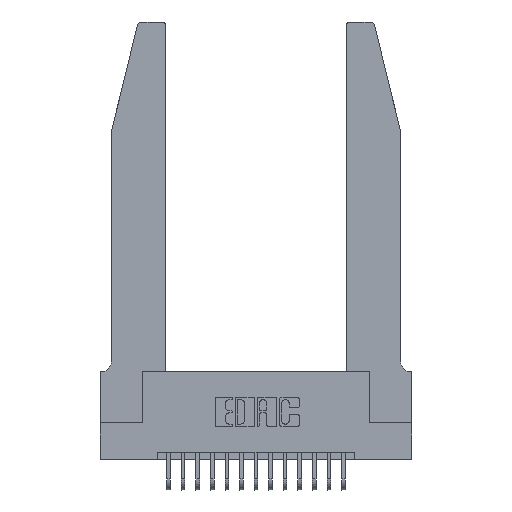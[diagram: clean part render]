
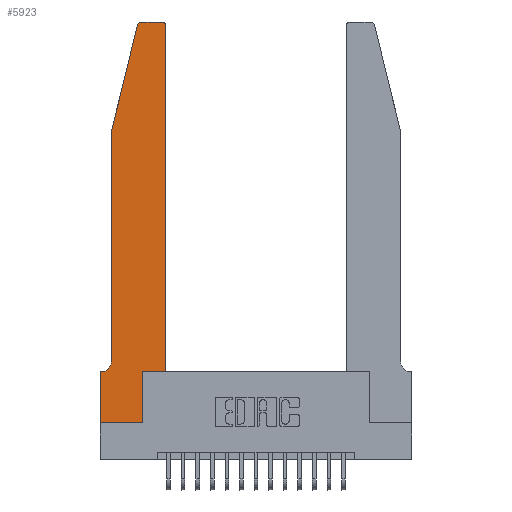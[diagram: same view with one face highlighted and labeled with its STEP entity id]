
A CAD part, top view. The second image highlights one B-rep face of the part: STEP entity #5923.
In plain terms, the highlighted planar face has unit normal (0, 0, 1).
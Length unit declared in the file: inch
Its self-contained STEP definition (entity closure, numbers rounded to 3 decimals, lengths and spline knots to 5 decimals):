
#37 = CIRCLE ( 'NONE', #12508, 0.07 ) ;
#115 = ORIENTED_EDGE ( 'NONE', *, *, #20488, .T. ) ;
#336 = FACE_OUTER_BOUND ( 'NONE', #14339, .T. ) ;
#368 = LINE ( 'NONE', #7564, #13002 ) ;
#390 = DIRECTION ( 'NONE',  ( 0., 0., 1. ) ) ;
#698 = ORIENTED_EDGE ( 'NONE', *, *, #4148, .T. ) ;
#769 = DIRECTION ( 'NONE',  ( 1., 0., 0. ) ) ;
#1110 = CARTESIAN_POINT ( 'NONE',  ( 0.4205, 2.75, 0.37 ) ) ;
#1156 = VERTEX_POINT ( 'NONE', #15969 ) ;
#1287 = PLANE ( 'NONE',  #9397 ) ;
#1756 = CARTESIAN_POINT ( 'NONE',  ( 0.0055, 0.35, 0.37 ) ) ;
#2152 = VERTEX_POINT ( 'NONE', #13689 ) ;
#2247 = VERTEX_POINT ( 'NONE', #18907 ) ;
#2327 = CARTESIAN_POINT ( 'NONE',  ( 0., 0., 0.37 ) ) ;
#3117 = DIRECTION ( 'NONE',  ( 0., -1., 0. ) ) ;
#3523 = VECTOR ( 'NONE', #13452, 39.37008 ) ;
#3617 = CARTESIAN_POINT ( 'NONE',  ( 0.0755, 0.42, 0.37 ) ) ;
#3619 = EDGE_CURVE ( 'NONE', #2247, #14514, #9841, .T. ) ;
#3759 = EDGE_CURVE ( 'NONE', #8452, #19156, #4879, .T. ) ;
#3922 = EDGE_CURVE ( 'NONE', #11811, #2152, #7838, .T. ) ;
#3973 = CARTESIAN_POINT ( 'NONE',  ( 0.25487, 2.72718, 0.37 ) ) ;
#3993 = LINE ( 'NONE', #14395, #11176 ) ;
#4148 = EDGE_CURVE ( 'NONE', #14043, #2247, #17759, .T. ) ;
#4546 = DIRECTION ( 'NONE',  ( 0., 0., 1. ) ) ;
#4778 = DIRECTION ( 'NONE',  ( -1., 0., 0. ) ) ;
#4879 = LINE ( 'NONE', #2327, #17308 ) ;
#5616 = CARTESIAN_POINT ( 'NONE',  ( 0.0755, 0.35, 0.37 ) ) ;
#5923 = ADVANCED_FACE ( 'NONE', ( #336 ), #1287, .T. ) ;
#6077 = CARTESIAN_POINT ( 'NONE',  ( 0., 0., 0.37 ) ) ;
#6217 = CARTESIAN_POINT ( 'NONE',  ( 0.0055, 0.42, 0.37 ) ) ;
#6552 = DIRECTION ( 'NONE',  ( 1., 0., 0. ) ) ;
#6608 = VECTOR ( 'NONE', #10266, 39.37008 ) ;
#6782 = CARTESIAN_POINT ( 'NONE',  ( 0., 0.35, 0.37 ) ) ;
#6918 = VECTOR ( 'NONE', #10348, 39.37008 ) ;
#7179 = LINE ( 'NONE', #17153, #17851 ) ;
#7185 = CARTESIAN_POINT ( 'NONE',  ( 0.2865, 0.35, 0.37 ) ) ;
#7564 = CARTESIAN_POINT ( 'NONE',  ( 0.0755, 2., 0.37 ) ) ;
#7722 = LINE ( 'NONE', #5616, #3523 ) ;
#7838 = LINE ( 'NONE', #11951, #6608 ) ;
#7842 = CARTESIAN_POINT ( 'NONE',  ( 0.2865, 0.35, 0.37 ) ) ;
#7976 = ORIENTED_EDGE ( 'NONE', *, *, #19700, .T. ) ;
#8452 = VERTEX_POINT ( 'NONE', #6782 ) ;
#8849 = ORIENTED_EDGE ( 'NONE', *, *, #10398, .T. ) ;
#9166 = CARTESIAN_POINT ( 'NONE',  ( 0.4505, 0.35, 0.37 ) ) ;
#9213 = DIRECTION ( 'NONE',  ( 1., 0., 0. ) ) ;
#9397 = AXIS2_PLACEMENT_3D ( 'NONE', #11040, #4546, #15644 ) ;
#9841 = CIRCLE ( 'NONE', #11222, 0.03 ) ;
#10266 = DIRECTION ( 'NONE',  ( 0., 1., 0. ) ) ;
#10348 = DIRECTION ( 'NONE',  ( 0., 1., 0. ) ) ;
#10398 = EDGE_CURVE ( 'NONE', #2152, #14043, #14618, .T. ) ;
#10820 = DIRECTION ( 'NONE',  ( -0.239, -0.971, 0. ) ) ;
#11040 = CARTESIAN_POINT ( 'NONE',  ( 0., 0.35, 0.37 ) ) ;
#11093 = ORIENTED_EDGE ( 'NONE', *, *, #20458, .T. ) ;
#11162 = LINE ( 'NONE', #13478, #18128 ) ;
#11176 = VECTOR ( 'NONE', #3117, 39.37008 ) ;
#11222 = AXIS2_PLACEMENT_3D ( 'NONE', #14507, #390, #6552 ) ;
#11372 = ORIENTED_EDGE ( 'NONE', *, *, #3759, .T. ) ;
#11660 = EDGE_CURVE ( 'NONE', #1156, #17770, #15876, .T. ) ;
#11811 = VERTEX_POINT ( 'NONE', #9166 ) ;
#11951 = CARTESIAN_POINT ( 'NONE',  ( 0.4505, 0.35, 0.37 ) ) ;
#12508 = AXIS2_PLACEMENT_3D ( 'NONE', #6217, #14248, #4778 ) ;
#13002 = VECTOR ( 'NONE', #10820, 39.37008 ) ;
#13277 = EDGE_CURVE ( 'NONE', #17770, #11811, #11162, .T. ) ;
#13319 = VERTEX_POINT ( 'NONE', #1756 ) ;
#13452 = DIRECTION ( 'NONE',  ( -1., 0., 0. ) ) ;
#13478 = CARTESIAN_POINT ( 'NONE',  ( 0.4505, 0.35, 0.37 ) ) ;
#13689 = CARTESIAN_POINT ( 'NONE',  ( 0.4505, 2.72, 0.37 ) ) ;
#14043 = VERTEX_POINT ( 'NONE', #1110 ) ;
#14095 = EDGE_CURVE ( 'NONE', #19156, #1156, #7179, .T. ) ;
#14196 = ORIENTED_EDGE ( 'NONE', *, *, #3922, .T. ) ;
#14248 = DIRECTION ( 'NONE',  ( 0., 0., -1. ) ) ;
#14269 = VECTOR ( 'NONE', #19444, 39.37008 ) ;
#14317 = ORIENTED_EDGE ( 'NONE', *, *, #14095, .T. ) ;
#14339 = EDGE_LOOP ( 'NONE', ( #698, #16783, #16821, #11093, #115, #7976, #11372, #14317, #17410, #14523, #14196, #8849 ) ) ;
#14395 = CARTESIAN_POINT ( 'NONE',  ( 0.0755, 2., 0.37 ) ) ;
#14492 = AXIS2_PLACEMENT_3D ( 'NONE', #19744, #16737, #769 ) ;
#14507 = CARTESIAN_POINT ( 'NONE',  ( 0.284, 2.72, 0.37 ) ) ;
#14514 = VERTEX_POINT ( 'NONE', #3973 ) ;
#14523 = ORIENTED_EDGE ( 'NONE', *, *, #13277, .T. ) ;
#14618 = CIRCLE ( 'NONE', #14492, 0.03 ) ;
#15014 = DIRECTION ( 'NONE',  ( 1., 0., 0. ) ) ;
#15644 = DIRECTION ( 'NONE',  ( 1., 0., 0. ) ) ;
#15833 = VERTEX_POINT ( 'NONE', #18752 ) ;
#15876 = LINE ( 'NONE', #7185, #6918 ) ;
#15969 = CARTESIAN_POINT ( 'NONE',  ( 0.2865, 0., 0.37 ) ) ;
#16352 = DIRECTION ( 'NONE',  ( 0., -1., 0. ) ) ;
#16628 = VERTEX_POINT ( 'NONE', #3617 ) ;
#16737 = DIRECTION ( 'NONE',  ( 0., 0., 1. ) ) ;
#16783 = ORIENTED_EDGE ( 'NONE', *, *, #3619, .T. ) ;
#16821 = ORIENTED_EDGE ( 'NONE', *, *, #17066, .T. ) ;
#17066 = EDGE_CURVE ( 'NONE', #14514, #15833, #368, .T. ) ;
#17153 = CARTESIAN_POINT ( 'NONE',  ( 0., 0., 0.37 ) ) ;
#17308 = VECTOR ( 'NONE', #16352, 39.37008 ) ;
#17410 = ORIENTED_EDGE ( 'NONE', *, *, #11660, .T. ) ;
#17759 = LINE ( 'NONE', #17846, #14269 ) ;
#17770 = VERTEX_POINT ( 'NONE', #7842 ) ;
#17846 = CARTESIAN_POINT ( 'NONE',  ( 0.2605, 2.75, 0.37 ) ) ;
#17851 = VECTOR ( 'NONE', #9213, 39.37008 ) ;
#18128 = VECTOR ( 'NONE', #15014, 39.37008 ) ;
#18752 = CARTESIAN_POINT ( 'NONE',  ( 0.0755, 2., 0.37 ) ) ;
#18907 = CARTESIAN_POINT ( 'NONE',  ( 0.284, 2.75, 0.37 ) ) ;
#19156 = VERTEX_POINT ( 'NONE', #6077 ) ;
#19444 = DIRECTION ( 'NONE',  ( -1., 0., 0. ) ) ;
#19700 = EDGE_CURVE ( 'NONE', #13319, #8452, #7722, .T. ) ;
#19744 = CARTESIAN_POINT ( 'NONE',  ( 0.4205, 2.72, 0.37 ) ) ;
#20458 = EDGE_CURVE ( 'NONE', #15833, #16628, #3993, .T. ) ;
#20488 = EDGE_CURVE ( 'NONE', #16628, #13319, #37, .T. ) ;
